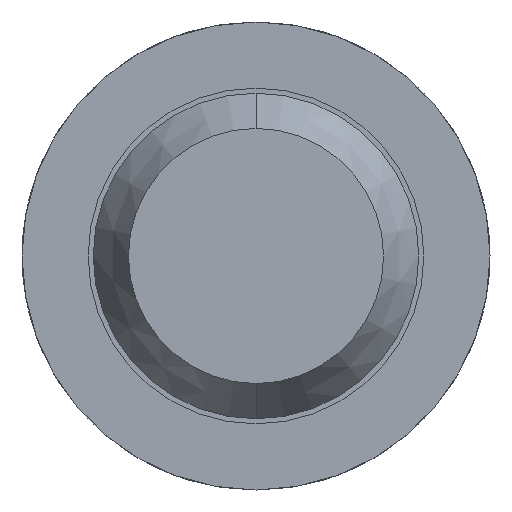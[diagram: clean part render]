
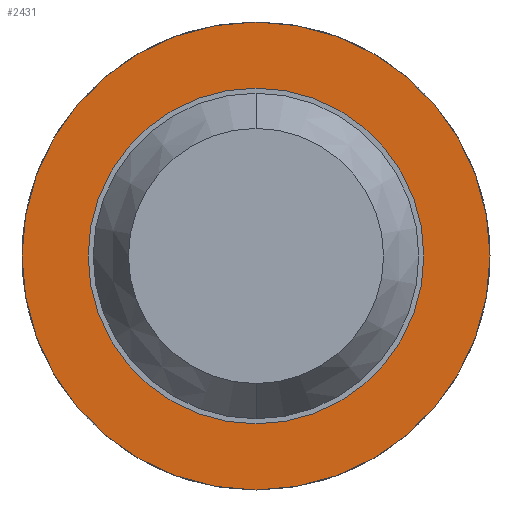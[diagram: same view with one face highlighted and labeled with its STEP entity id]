
A CAD part, front view. The second image highlights one B-rep face of the part: STEP entity #2431.
In plain terms, the highlighted planar face has unit normal (0, -1, 0).
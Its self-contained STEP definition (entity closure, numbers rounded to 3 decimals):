
#132 = DIRECTION ( 'NONE',  ( 0., 1., 0. ) ) ;
#333 = EDGE_LOOP ( 'NONE', ( #4032, #4397 ) ) ;
#387 = AXIS2_PLACEMENT_3D ( 'NONE', #509, #132, #1577 ) ;
#498 = ORIENTED_EDGE ( 'NONE', *, *, #954, .F. ) ;
#509 = CARTESIAN_POINT ( 'NONE',  ( 0., -1.7, 0. ) ) ;
#538 = DIRECTION ( 'NONE',  ( 0., 1., 0. ) ) ;
#845 = CARTESIAN_POINT ( 'NONE',  ( 0., -1.7, 0. ) ) ;
#884 = CARTESIAN_POINT ( 'NONE',  ( 0.825, -1.7, 0. ) ) ;
#896 = EDGE_CURVE ( 'Defeature ausgef�hrt3_14+Defeature ausgef�hrt3_13+Defeature ausgef�hrt3_13+Defeature ausgef�hrt3_13', #4138, #909, #2903, .T. ) ;
#909 = VERTEX_POINT ( 'NONE', #4611 ) ;
#954 = EDGE_CURVE ( 'Defeature ausgef�hrt3_10+Defeature ausgef�hrt3_14+Defeature ausgef�hrt3_14+Defeature ausgef�hrt3_14', #3377, #1355, #2969, .T. ) ;
#1013 = CARTESIAN_POINT ( 'NONE',  ( 0., -1.7, -0.825 ) ) ;
#1345 = EDGE_CURVE ( 'Defeature ausgef�hrt3_14+Defeature ausgef�hrt3_13+Defeature ausgef�hrt3_13+Defeature ausgef�hrt3_13', #909, #4138, #2546, .T. ) ;
#1355 = VERTEX_POINT ( 'NONE', #4545 ) ;
#1574 = DIRECTION ( 'NONE',  ( 0., 1., 0. ) ) ;
#1577 = DIRECTION ( 'NONE',  ( 0., 0., 1. ) ) ;
#1671 = FACE_OUTER_BOUND ( 'NONE', #4717, .T. ) ;
#1785 = AXIS2_PLACEMENT_3D ( 'NONE', #3490, #4248, #3447 ) ;
#2184 = CARTESIAN_POINT ( 'NONE',  ( 0., -1.7, 1.15 ) ) ;
#2332 = PLANE ( 'NONE',  #2755 ) ;
#2431 = ADVANCED_FACE ( 'Defeature ausgef�hrt3_14', ( #1671, #2544 ), #2332, .F. ) ;
#2544 = FACE_BOUND ( 'NONE', #333, .T. ) ;
#2546 = CIRCLE ( 'NONE', #387, 0.825 ) ;
#2755 = AXIS2_PLACEMENT_3D ( 'NONE', #884, #538, #3829 ) ;
#2775 = DIRECTION ( 'NONE',  ( 0., 1., 0. ) ) ;
#2903 = CIRCLE ( 'NONE', #1785, 0.825 ) ;
#2924 = AXIS2_PLACEMENT_3D ( 'NONE', #3190, #2775, #4327 ) ;
#2969 = CIRCLE ( 'NONE', #2924, 1.15 ) ;
#2989 = CIRCLE ( 'NONE', #3471, 1.15 ) ;
#3190 = CARTESIAN_POINT ( 'NONE',  ( 0., -1.7, 0. ) ) ;
#3314 = ORIENTED_EDGE ( 'NONE', *, *, #3540, .F. ) ;
#3377 = VERTEX_POINT ( 'NONE', #2184 ) ;
#3378 = DIRECTION ( 'NONE',  ( 0., 0., 1. ) ) ;
#3447 = DIRECTION ( 'NONE',  ( 0., 0., 1. ) ) ;
#3471 = AXIS2_PLACEMENT_3D ( 'NONE', #845, #1574, #3378 ) ;
#3490 = CARTESIAN_POINT ( 'NONE',  ( 0., -1.7, 0. ) ) ;
#3540 = EDGE_CURVE ( 'Defeature ausgef�hrt3_10+Defeature ausgef�hrt3_14+Defeature ausgef�hrt3_14+Defeature ausgef�hrt3_14', #1355, #3377, #2989, .T. ) ;
#3829 = DIRECTION ( 'NONE',  ( 0., 0., 1. ) ) ;
#4032 = ORIENTED_EDGE ( 'NONE', *, *, #1345, .T. ) ;
#4138 = VERTEX_POINT ( 'NONE', #1013 ) ;
#4248 = DIRECTION ( 'NONE',  ( 0., 1., 0. ) ) ;
#4327 = DIRECTION ( 'NONE',  ( 0., 0., 1. ) ) ;
#4397 = ORIENTED_EDGE ( 'NONE', *, *, #896, .T. ) ;
#4545 = CARTESIAN_POINT ( 'NONE',  ( 0., -1.7, -1.15 ) ) ;
#4611 = CARTESIAN_POINT ( 'NONE',  ( 0., -1.7, 0.825 ) ) ;
#4717 = EDGE_LOOP ( 'NONE', ( #498, #3314 ) ) ;
